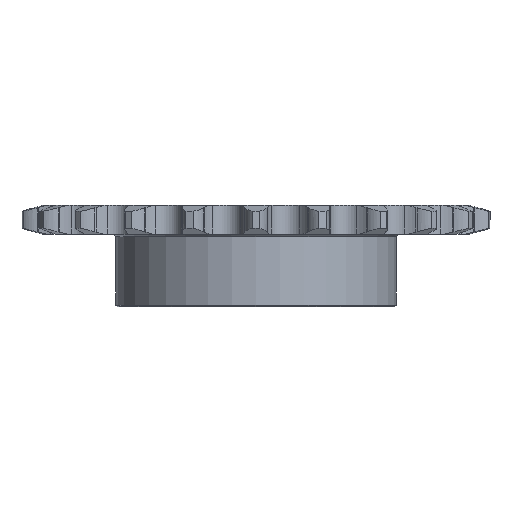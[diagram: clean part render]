
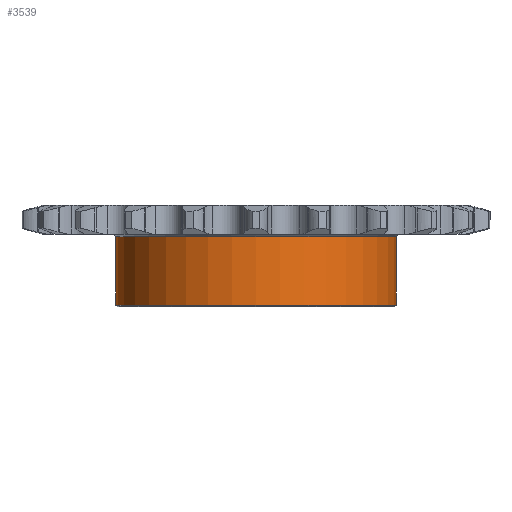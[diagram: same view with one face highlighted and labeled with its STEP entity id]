
A CAD part, front view. The second image highlights one B-rep face of the part: STEP entity #3539.
In plain terms, the highlighted cylindrical face has radius 14.262 mm (diameter 28.524 mm), a full revolution.
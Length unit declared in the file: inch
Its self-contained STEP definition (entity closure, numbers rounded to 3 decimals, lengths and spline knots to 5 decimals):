
#15 = CIRCLE ( 'NONE', #792, 0.5615 ) ;
#215 = VERTEX_POINT ( 'NONE', #5290 ) ;
#590 = EDGE_CURVE ( 'NONE', #5378, #5378, #1004, .T. ) ;
#792 = AXIS2_PLACEMENT_3D ( 'NONE', #2855, #7743, #3564 ) ;
#1004 = CIRCLE ( 'NONE', #8982, 0.5615 ) ;
#1817 = ORIENTED_EDGE ( 'NONE', *, *, #2287, .T. ) ;
#2281 = ORIENTED_EDGE ( 'NONE', *, *, #590, .T. ) ;
#2287 = EDGE_CURVE ( 'NONE', #215, #215, #15, .T. ) ;
#2489 = CARTESIAN_POINT ( 'NONE',  ( 0., 0., -0.405 ) ) ;
#2855 = CARTESIAN_POINT ( 'NONE',  ( 0., 0., -0.125 ) ) ;
#2890 = AXIS2_PLACEMENT_3D ( 'NONE', #2489, #4606, #3219 ) ;
#3122 = FACE_OUTER_BOUND ( 'NONE', #4393, .T. ) ;
#3219 = DIRECTION ( 'NONE',  ( 1., 0., 0. ) ) ;
#3539 = ADVANCED_FACE ( 'NONE', ( #3122, #7064 ), #3560, .T. ) ;
#3560 = CYLINDRICAL_SURFACE ( 'NONE', #2890, 0.5615 ) ;
#3564 = DIRECTION ( 'NONE',  ( -1., 0., 0. ) ) ;
#4081 = DIRECTION ( 'NONE',  ( 0., 0., 1. ) ) ;
#4141 = EDGE_LOOP ( 'NONE', ( #2281 ) ) ;
#4393 = EDGE_LOOP ( 'NONE', ( #1817 ) ) ;
#4606 = DIRECTION ( 'NONE',  ( 0., 0., 1. ) ) ;
#5290 = CARTESIAN_POINT ( 'NONE',  ( -0.5615, 0., -0.125 ) ) ;
#5378 = VERTEX_POINT ( 'NONE', #8089 ) ;
#5485 = DIRECTION ( 'NONE',  ( 1., 0., 0. ) ) ;
#6140 = CARTESIAN_POINT ( 'NONE',  ( 0., 0., -0.399 ) ) ;
#7064 = FACE_OUTER_BOUND ( 'NONE', #4141, .T. ) ;
#7743 = DIRECTION ( 'NONE',  ( 0., 0., -1. ) ) ;
#8089 = CARTESIAN_POINT ( 'NONE',  ( 0.5615, 0., -0.399 ) ) ;
#8982 = AXIS2_PLACEMENT_3D ( 'NONE', #6140, #4081, #5485 ) ;
